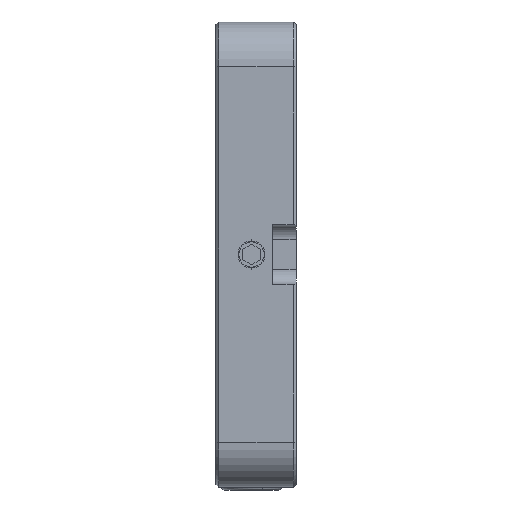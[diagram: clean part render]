
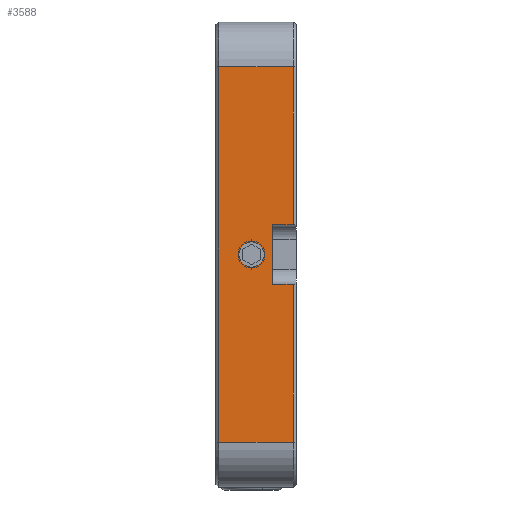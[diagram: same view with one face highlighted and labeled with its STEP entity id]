
A CAD part, left-side view. The second image highlights one B-rep face of the part: STEP entity #3588.
In plain terms, the highlighted planar face has unit normal (-1, 0, 0).
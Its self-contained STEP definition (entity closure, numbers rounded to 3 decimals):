
#99 = CARTESIAN_POINT ( 'NONE',  ( -96., 15., 0. ) ) ;
#401 = LINE ( 'NONE', #5125, #10068 ) ;
#436 = DIRECTION ( 'NONE',  ( 0., 0., -1. ) ) ;
#656 = ORIENTED_EDGE ( 'NONE', *, *, #15118, .T. ) ;
#695 = EDGE_CURVE ( 'NONE', #13688, #12199, #1226, .T. ) ;
#722 = LINE ( 'NONE', #5453, #7270 ) ;
#924 = VECTOR ( 'NONE', #3173, 1000. ) ;
#1065 = VERTEX_POINT ( 'NONE', #7238 ) ;
#1226 = LINE ( 'NONE', #5961, #6201 ) ;
#1275 = CIRCLE ( 'NONE', #9894, 4.25 ) ;
#1840 = VECTOR ( 'NONE', #14711, 1000. ) ;
#2069 = DIRECTION ( 'NONE',  ( 1., 0., 0. ) ) ;
#2432 = CARTESIAN_POINT ( 'NONE',  ( -96., 26., -63. ) ) ;
#2440 = CARTESIAN_POINT ( 'NONE',  ( -96., 8., -10. ) ) ;
#2860 = CARTESIAN_POINT ( 'NONE',  ( -96., 1., -78. ) ) ;
#2874 = CARTESIAN_POINT ( 'NONE',  ( -96., 15., -4.25 ) ) ;
#3173 = DIRECTION ( 'NONE',  ( 0., -1., 0. ) ) ;
#3230 = FACE_OUTER_BOUND ( 'NONE', #5676, .T. ) ;
#3494 = CARTESIAN_POINT ( 'NONE',  ( -96., 8., 10. ) ) ;
#3588 = ADVANCED_FACE ( 'NONE', ( #13805, #3230 ), #7925, .F. ) ;
#3939 = DIRECTION ( 'NONE',  ( 0., 0., 1. ) ) ;
#4800 = VECTOR ( 'NONE', #7567, 1000. ) ;
#4821 = DIRECTION ( 'NONE',  ( -1., 0., 0. ) ) ;
#5125 = CARTESIAN_POINT ( 'NONE',  ( -96., 8., 10. ) ) ;
#5245 = EDGE_CURVE ( 'NONE', #6600, #12233, #5299, .T. ) ;
#5299 = LINE ( 'NONE', #9974, #1840 ) ;
#5303 = EDGE_CURVE ( 'NONE', #7611, #12756, #722, .T. ) ;
#5377 = VERTEX_POINT ( 'NONE', #3494 ) ;
#5453 = CARTESIAN_POINT ( 'NONE',  ( -96., 27., -63. ) ) ;
#5463 = CARTESIAN_POINT ( 'NONE',  ( -96., 15., 0. ) ) ;
#5599 = AXIS2_PLACEMENT_3D ( 'NONE', #12651, #2069, #6796 ) ;
#5676 = EDGE_LOOP ( 'NONE', ( #9471, #13932, #13178, #14998, #13577, #656, #11223, #13440 ) ) ;
#5961 = CARTESIAN_POINT ( 'NONE',  ( -96., 8., -10. ) ) ;
#5976 = CARTESIAN_POINT ( 'NONE',  ( -96., 1., -10. ) ) ;
#6053 = CARTESIAN_POINT ( 'NONE',  ( -96., 26., 63. ) ) ;
#6201 = VECTOR ( 'NONE', #10638, 1000. ) ;
#6330 = LINE ( 'NONE', #11016, #13314 ) ;
#6425 = CIRCLE ( 'NONE', #8366, 4.25 ) ;
#6600 = VERTEX_POINT ( 'NONE', #12152 ) ;
#6614 = EDGE_CURVE ( 'NONE', #5377, #13688, #401, .T. ) ;
#6673 = VECTOR ( 'NONE', #3939, 1000. ) ;
#6682 = VERTEX_POINT ( 'NONE', #2874 ) ;
#6756 = EDGE_CURVE ( 'NONE', #5377, #14224, #9015, .T. ) ;
#6796 = DIRECTION ( 'NONE',  ( 0., 0., -1. ) ) ;
#7238 = CARTESIAN_POINT ( 'NONE',  ( -96., 15., 4.25 ) ) ;
#7270 = VECTOR ( 'NONE', #10120, 1000. ) ;
#7408 = EDGE_CURVE ( 'NONE', #12233, #7611, #6330, .T. ) ;
#7567 = DIRECTION ( 'NONE',  ( 0., 0., 1. ) ) ;
#7611 = VERTEX_POINT ( 'NONE', #2432 ) ;
#7925 = PLANE ( 'NONE',  #5599 ) ;
#8366 = AXIS2_PLACEMENT_3D ( 'NONE', #99, #4821, #9512 ) ;
#9015 = LINE ( 'NONE', #13753, #924 ) ;
#9074 = EDGE_CURVE ( 'NONE', #6682, #1065, #6425, .T. ) ;
#9469 = EDGE_CURVE ( 'NONE', #14224, #6600, #9795, .T. ) ;
#9471 = ORIENTED_EDGE ( 'NONE', *, *, #6756, .T. ) ;
#9512 = DIRECTION ( 'NONE',  ( 0., 0., 1. ) ) ;
#9795 = LINE ( 'NONE', #14520, #6673 ) ;
#9809 = DIRECTION ( 'NONE',  ( 0., 0., -1. ) ) ;
#9894 = AXIS2_PLACEMENT_3D ( 'NONE', #5463, #10133, #14877 ) ;
#9974 = CARTESIAN_POINT ( 'NONE',  ( -96., 27., 63. ) ) ;
#10068 = VECTOR ( 'NONE', #9809, 1000. ) ;
#10120 = DIRECTION ( 'NONE',  ( 0., -1., 0. ) ) ;
#10133 = DIRECTION ( 'NONE',  ( -1., 0., 0. ) ) ;
#10638 = DIRECTION ( 'NONE',  ( 0., -1., 0. ) ) ;
#11016 = CARTESIAN_POINT ( 'NONE',  ( -96., 26., -63. ) ) ;
#11223 = ORIENTED_EDGE ( 'NONE', *, *, #695, .F. ) ;
#11626 = EDGE_CURVE ( 'NONE', #1065, #6682, #1275, .T. ) ;
#12152 = CARTESIAN_POINT ( 'NONE',  ( -96., 1., 63. ) ) ;
#12191 = ORIENTED_EDGE ( 'NONE', *, *, #11626, .F. ) ;
#12199 = VERTEX_POINT ( 'NONE', #5976 ) ;
#12233 = VERTEX_POINT ( 'NONE', #6053 ) ;
#12494 = CARTESIAN_POINT ( 'NONE',  ( -96., 1., -63. ) ) ;
#12651 = CARTESIAN_POINT ( 'NONE',  ( -96., 27., -78. ) ) ;
#12756 = VERTEX_POINT ( 'NONE', #12494 ) ;
#12858 = CARTESIAN_POINT ( 'NONE',  ( -96., 1., 10. ) ) ;
#13178 = ORIENTED_EDGE ( 'NONE', *, *, #5245, .T. ) ;
#13283 = ORIENTED_EDGE ( 'NONE', *, *, #9074, .F. ) ;
#13314 = VECTOR ( 'NONE', #436, 1000. ) ;
#13440 = ORIENTED_EDGE ( 'NONE', *, *, #6614, .F. ) ;
#13448 = LINE ( 'NONE', #2860, #4800 ) ;
#13577 = ORIENTED_EDGE ( 'NONE', *, *, #5303, .T. ) ;
#13688 = VERTEX_POINT ( 'NONE', #2440 ) ;
#13753 = CARTESIAN_POINT ( 'NONE',  ( -96., 8., 10. ) ) ;
#13805 = FACE_BOUND ( 'NONE', #14494, .T. ) ;
#13932 = ORIENTED_EDGE ( 'NONE', *, *, #9469, .T. ) ;
#14224 = VERTEX_POINT ( 'NONE', #12858 ) ;
#14494 = EDGE_LOOP ( 'NONE', ( #12191, #13283 ) ) ;
#14520 = CARTESIAN_POINT ( 'NONE',  ( -96., 1., -78. ) ) ;
#14711 = DIRECTION ( 'NONE',  ( 0., 1., 0. ) ) ;
#14877 = DIRECTION ( 'NONE',  ( 0., 0., 1. ) ) ;
#14998 = ORIENTED_EDGE ( 'NONE', *, *, #7408, .T. ) ;
#15118 = EDGE_CURVE ( 'NONE', #12756, #12199, #13448, .T. ) ;
